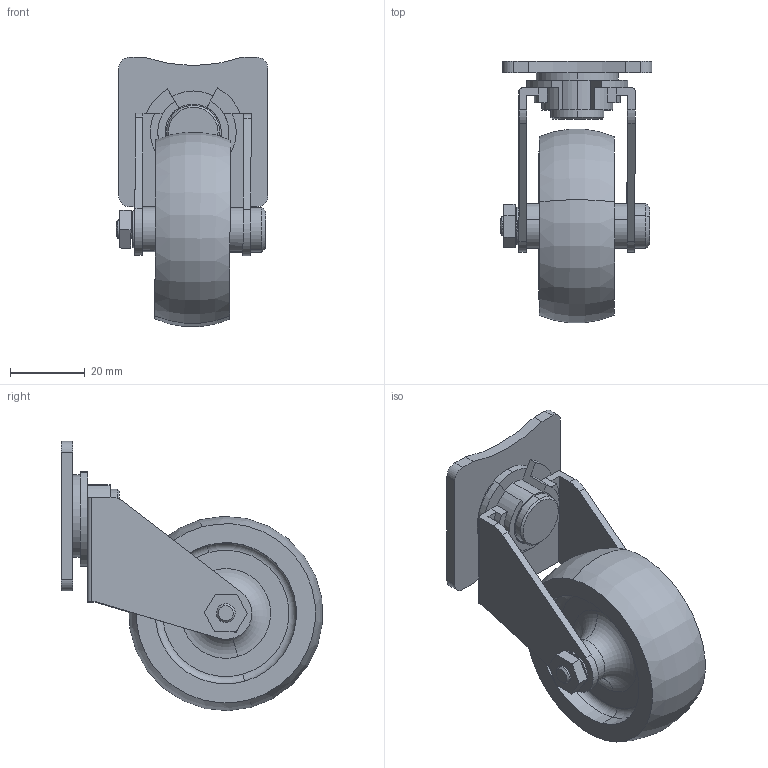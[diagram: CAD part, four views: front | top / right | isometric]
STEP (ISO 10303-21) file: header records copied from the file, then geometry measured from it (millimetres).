
FILE_DESCRIPTION (( 'STEP AP203' ), '1' );
FILE_NAME ('Castor Wheel Assembly.STEP', '2021-05-11T08:28:28', ( '' ), ( '' ), 'SwSTEP 2.0', 'SolidWorks 2018', '' );
FILE_SCHEMA (( 'CONFIG_CONTROL_DESIGN' ));
Length unit declared in the file: millimetre
Products named in the file (8): Top; bottom; washer; Castor Wheel Assembly; Nut; HOLDER 2; Wheel; Holder
Assembly tree (7 placements, depth 2):
  Castor Wheel Assembly
    Top
    Holder
    HOLDER 2
    bottom
    Wheel
    washer
    Nut
Bounding box: 40.67 x 69.89 x 72.1 mm (x, y, z)
Volume: 43406 mm3; surface area: 22298.3 mm2
Topology: 7 solids, 7 shells, 150 faces, 344 edges, 216 vertices
Faces by surface type: cylinder 65, plane 55, torus 16, cone 14
Entity records: 5092 total; most frequent: DIRECTION 830, CARTESIAN_POINT 712, ORIENTED_EDGE 672, EDGE_CURVE 336, AXIS2_PLACEMENT_3D 334, VERTEX_POINT 216, EDGE_LOOP 176, CIRCLE 174
